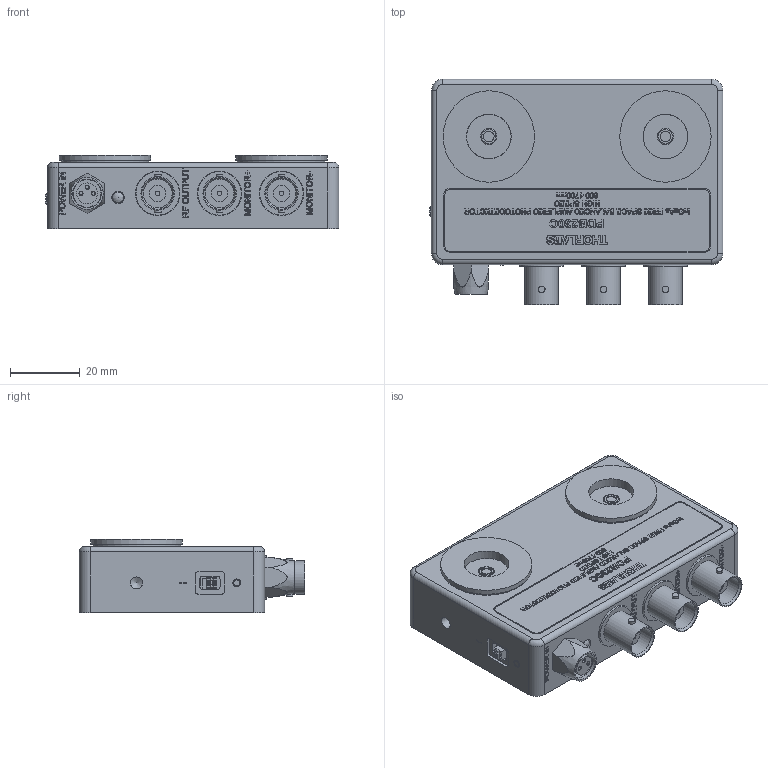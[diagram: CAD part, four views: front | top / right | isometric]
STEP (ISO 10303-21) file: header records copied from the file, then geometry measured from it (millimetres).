
FILE_DESCRIPTION (( 'STEP AP214' ), '1' );
FILE_NAME ('21.04.13_PDB230C_WEB.STEP', '2021-04-13T12:28:58', ( '' ), ( '' ), 'SwSTEP 2.0', 'SolidWorks 2019', '' );
FILE_SCHEMA (( 'AUTOMOTIVE_DESIGN' ));
Length unit declared in the file: millimetre
Products named in the file (1): 21.04.13_PDB230C_WEB
Bounding box: 84.46 x 64.83 x 21 mm (x, y, z)
Volume: 37266.2 mm3; surface area: 40788.9 mm2
Topology: 17 solids, 19 shells, 6080 faces, 16212 edges, 10767 vertices
Faces by surface type: plane 3605, bspline 2085, cylinder 330, cone 44, torus 16
Full cylindrical faces by diameter (mm): 0.2 x4, 0.381 x1, 0.432 x10, 0.508 x5, 0.635 x1, 0.7 x8, 0.75 x6, 1 x6, 1.016 x10, 1.1 x3, 1.27 x5, 1.567 x4, 1.6 x9, 1.78 x1, 1.93 x6, 2 x4, 2.28 x1, 2.3 x6, 2.4 x4, 2.8 x1, 2.92 x1, 3 x2, 3.175 x2, 3.454 x3, 3.6 x1, 4 x3, 4.039 x2, 4.597 x2, 4.65 x2, 4.75 x3
Entity records: 357172 total; most frequent: CARTESIAN_POINT 153234, ORIENTED_EDGE 31926, DIRECTION 20387, EDGE_CURVE 15963, LINE 11081, VECTOR 11081, VERTEX_POINT 10727, EDGE_LOOP 6982
